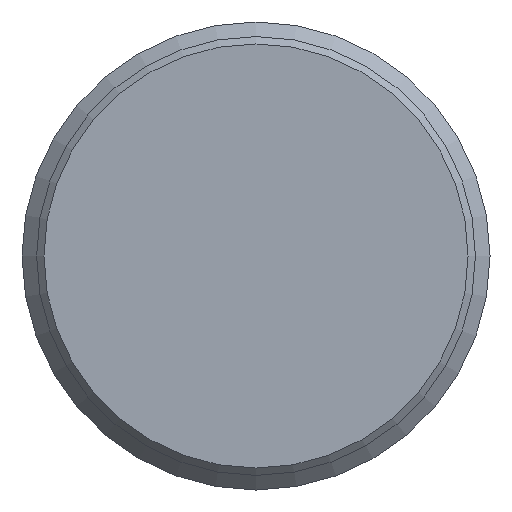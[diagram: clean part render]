
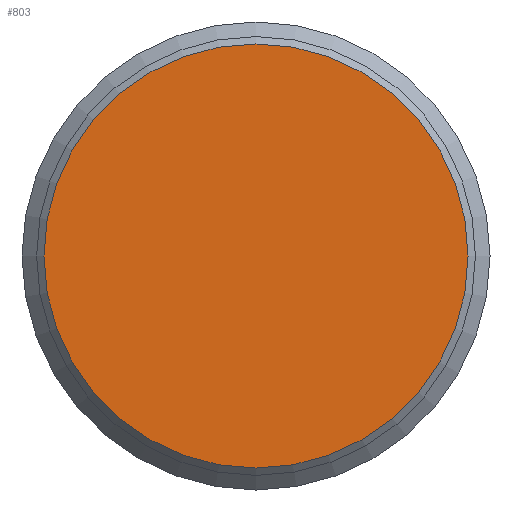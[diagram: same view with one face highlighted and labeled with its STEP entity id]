
A CAD part, front view. The second image highlights one B-rep face of the part: STEP entity #803.
In plain terms, the highlighted planar face has unit normal (0, -1, 0).
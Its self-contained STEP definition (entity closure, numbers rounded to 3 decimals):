
#56=PLANE('',#923);
#100=FACE_OUTER_BOUND('',#161,.T.);
#161=EDGE_LOOP('',(#651));
#216=CIRCLE('',#917,14.5);
#365=VERTEX_POINT('',#1470);
#460=EDGE_CURVE('',#365,#365,#216,.T.);
#651=ORIENTED_EDGE('',*,*,#460,.F.);
#803=ADVANCED_FACE('',(#100),#56,.T.);
#917=AXIS2_PLACEMENT_3D('',#1471,#1147,#1148);
#923=AXIS2_PLACEMENT_3D('',#1483,#1161,#1162);
#1147=DIRECTION('center_axis',(0.,1.,0.));
#1148=DIRECTION('ref_axis',(-1.,0.,0.));
#1161=DIRECTION('center_axis',(0.,-1.,0.));
#1162=DIRECTION('ref_axis',(0.,0.,-1.));
#1470=CARTESIAN_POINT('',(14.5,0.,0.));
#1471=CARTESIAN_POINT('Origin',(0.,0.,
0.));
#1483=CARTESIAN_POINT('Origin',(7.5,0.,0.));
